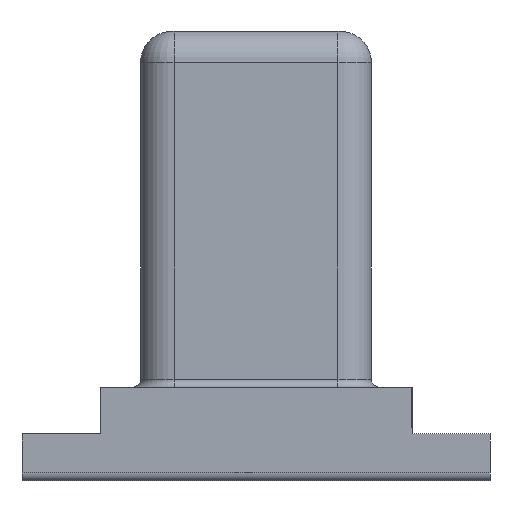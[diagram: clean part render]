
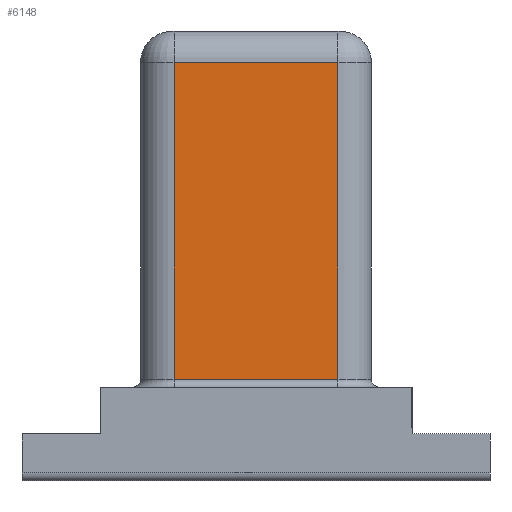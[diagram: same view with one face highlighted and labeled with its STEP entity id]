
A CAD part, front view. The second image highlights one B-rep face of the part: STEP entity #6148.
In plain terms, the highlighted planar face has unit normal (0, -1, 0).
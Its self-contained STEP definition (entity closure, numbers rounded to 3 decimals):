
#99 = DIRECTION ( 'NONE',  ( 0., 1., 0. ) ) ;
#240 = DIRECTION ( 'NONE',  ( -1., 0., 0. ) ) ;
#720 = VECTOR ( 'NONE', #9236, 1000. ) ;
#907 = LINE ( 'NONE', #959, #4313 ) ;
#929 = VERTEX_POINT ( 'NONE', #10828 ) ;
#959 = CARTESIAN_POINT ( 'NONE',  ( 35.935, -84.275, 14.4 ) ) ;
#1115 = LINE ( 'NONE', #8220, #5736 ) ;
#1640 = VERTEX_POINT ( 'NONE', #8109 ) ;
#1787 = CARTESIAN_POINT ( 'NONE',  ( 35.935, -84.275, 14.4 ) ) ;
#2187 = LINE ( 'NONE', #3011, #720 ) ;
#2314 = EDGE_LOOP ( 'NONE', ( #11130, #8007, #9050, #10990 ) ) ;
#2901 = PLANE ( 'NONE',  #5734 ) ;
#3011 = CARTESIAN_POINT ( 'NONE',  ( 41.185, -84.275, 14.4 ) ) ;
#3782 = FACE_OUTER_BOUND ( 'NONE', #2314, .T. ) ;
#3959 = EDGE_CURVE ( 'NONE', #9558, #929, #1115, .T. ) ;
#4313 = VECTOR ( 'NONE', #8866, 1000. ) ;
#4440 = VECTOR ( 'NONE', #8054, 1000. ) ;
#4514 = CARTESIAN_POINT ( 'NONE',  ( 35.935, -84.275, 3.25 ) ) ;
#5734 = AXIS2_PLACEMENT_3D ( 'NONE', #1787, #99, #8008 ) ;
#5736 = VECTOR ( 'NONE', #240, 1000. ) ;
#6148 = ADVANCED_FACE ( 'NONE', ( #3782 ), #2901, .F. ) ;
#6227 = CARTESIAN_POINT ( 'NONE',  ( 35.935, -84.275, 3.25 ) ) ;
#6315 = EDGE_CURVE ( 'NONE', #9558, #1640, #2187, .T. ) ;
#6607 = EDGE_CURVE ( 'NONE', #11037, #1640, #8928, .T. ) ;
#7403 = CARTESIAN_POINT ( 'NONE',  ( 41.185, -84.275, 13.4 ) ) ;
#8007 = ORIENTED_EDGE ( 'NONE', *, *, #3959, .T. ) ;
#8008 = DIRECTION ( 'NONE',  ( 0., 0., 1. ) ) ;
#8054 = DIRECTION ( 'NONE',  ( 1., 0., 0. ) ) ;
#8109 = CARTESIAN_POINT ( 'NONE',  ( 41.185, -84.275, 3.25 ) ) ;
#8220 = CARTESIAN_POINT ( 'NONE',  ( 35.935, -84.275, 13.4 ) ) ;
#8679 = EDGE_CURVE ( 'NONE', #929, #11037, #907, .T. ) ;
#8866 = DIRECTION ( 'NONE',  ( 0., 0., -1. ) ) ;
#8928 = LINE ( 'NONE', #4514, #4440 ) ;
#9050 = ORIENTED_EDGE ( 'NONE', *, *, #8679, .T. ) ;
#9236 = DIRECTION ( 'NONE',  ( 0., 0., -1. ) ) ;
#9558 = VERTEX_POINT ( 'NONE', #7403 ) ;
#10828 = CARTESIAN_POINT ( 'NONE',  ( 35.935, -84.275, 13.4 ) ) ;
#10990 = ORIENTED_EDGE ( 'NONE', *, *, #6607, .T. ) ;
#11037 = VERTEX_POINT ( 'NONE', #6227 ) ;
#11130 = ORIENTED_EDGE ( 'NONE', *, *, #6315, .F. ) ;
